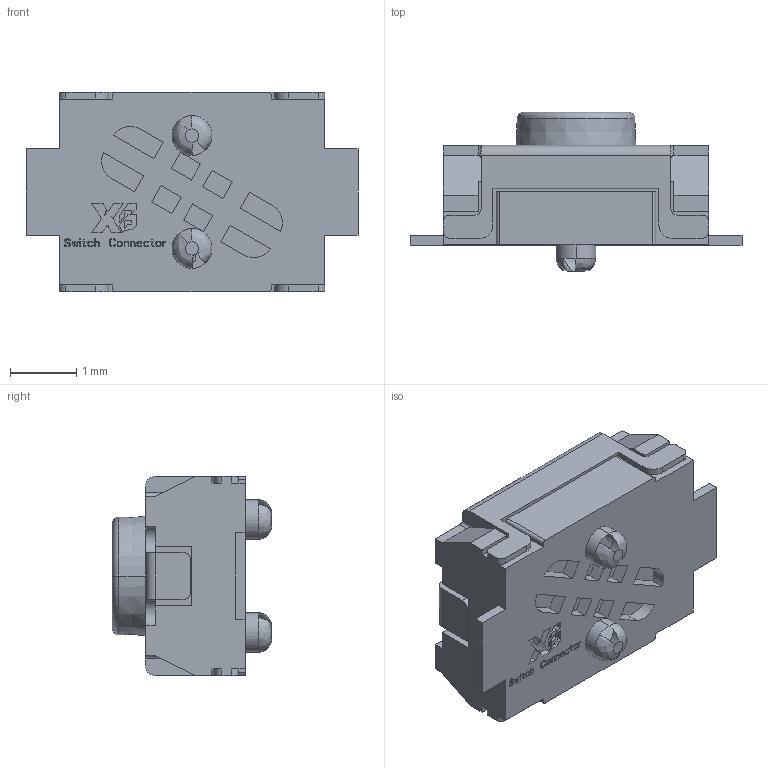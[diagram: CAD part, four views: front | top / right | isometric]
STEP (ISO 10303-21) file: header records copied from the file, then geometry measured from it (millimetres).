
FILE_DESCRIPTION(('STEP AP242'),'1');
FILE_NAME('xb-ts-1185-x-x-x-b.stp','2024-08-21T06:52:49',('TraceParts'),('TraceParts S.A.'),'Spatial InterOp 3D',' ',' ');
FILE_SCHEMA(('AP242_MANAGED_MODEL_BASED_3D_ENGINEERING_MIM_LF {1 0 10303 442 1 1 4}'));
Length unit declared in the file: millimetre
Products named in the file (1): xb-ts-1185-x-x-x-b
Bounding box: 5 x 2.4 x 3 mm (x, y, z)
Volume: 18.8 mm3; surface area: 57.2 mm2
Topology: 1 solids, 1 shells, 704 faces, 2002 edges, 1326 vertices
Faces by surface type: plane 640, cylinder 54, torus 4, bspline 4, cone 2
Entity records: 22571 total; most frequent: CARTESIAN_POINT 4161, ORIENTED_EDGE 3988, DIRECTION 3518, EDGE_CURVE 1994, LINE 1864, VECTOR 1864, VERTEX_POINT 1326, AXIS2_PLACEMENT_3D 827
